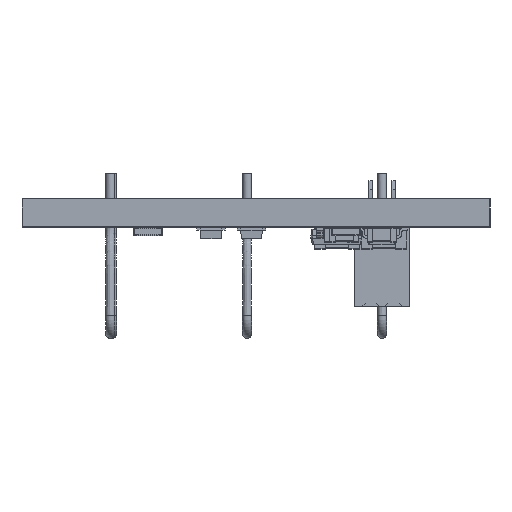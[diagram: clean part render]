
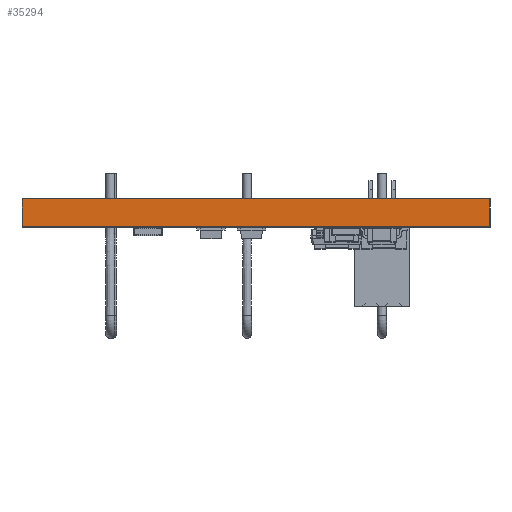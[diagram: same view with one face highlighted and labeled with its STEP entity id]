
A CAD part, left-side view. The second image highlights one B-rep face of the part: STEP entity #35294.
In plain terms, the highlighted planar face has unit normal (-1, 0, 0).
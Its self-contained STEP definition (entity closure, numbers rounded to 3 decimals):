
#35238 = VERTEX_POINT('',#35239);
#35239 = CARTESIAN_POINT('',(0.,-26.,1.51));
#35245 = EDGE_CURVE('',#35246,#35238,#35248,.T.);
#35246 = VERTEX_POINT('',#35247);
#35247 = CARTESIAN_POINT('',(0.,-26.,0.));
#35248 = LINE('',#35249,#35250);
#35249 = CARTESIAN_POINT('',(0.,-26.,0.));
#35250 = VECTOR('',#35251,1.);
#35251 = DIRECTION('',(0.,0.,1.));
#35294 = ADVANCED_FACE('',(#35295),#35320,.T.);
#35295 = FACE_BOUND('',#35296,.T.);
#35296 = EDGE_LOOP('',(#35297,#35298,#35306,#35314));
#35297 = ORIENTED_EDGE('',*,*,#35245,.T.);
#35298 = ORIENTED_EDGE('',*,*,#35299,.T.);
#35299 = EDGE_CURVE('',#35238,#35300,#35302,.T.);
#35300 = VERTEX_POINT('',#35301);
#35301 = CARTESIAN_POINT('',(0.,0.,1.51));
#35302 = LINE('',#35303,#35304);
#35303 = CARTESIAN_POINT('',(0.,-26.,1.51));
#35304 = VECTOR('',#35305,1.);
#35305 = DIRECTION('',(0.,1.,0.));
#35306 = ORIENTED_EDGE('',*,*,#35307,.F.);
#35307 = EDGE_CURVE('',#35308,#35300,#35310,.T.);
#35308 = VERTEX_POINT('',#35309);
#35309 = CARTESIAN_POINT('',(0.,-0.,0.));
#35310 = LINE('',#35311,#35312);
#35311 = CARTESIAN_POINT('',(0.,-0.,0.));
#35312 = VECTOR('',#35313,1.);
#35313 = DIRECTION('',(0.,0.,1.));
#35314 = ORIENTED_EDGE('',*,*,#35315,.F.);
#35315 = EDGE_CURVE('',#35246,#35308,#35316,.T.);
#35316 = LINE('',#35317,#35318);
#35317 = CARTESIAN_POINT('',(0.,-26.,0.));
#35318 = VECTOR('',#35319,1.);
#35319 = DIRECTION('',(0.,1.,0.));
#35320 = PLANE('',#35321);
#35321 = AXIS2_PLACEMENT_3D('',#35322,#35323,#35324);
#35322 = CARTESIAN_POINT('',(0.,-26.,0.));
#35323 = DIRECTION('',(-1.,0.,0.));
#35324 = DIRECTION('',(0.,1.,0.));
